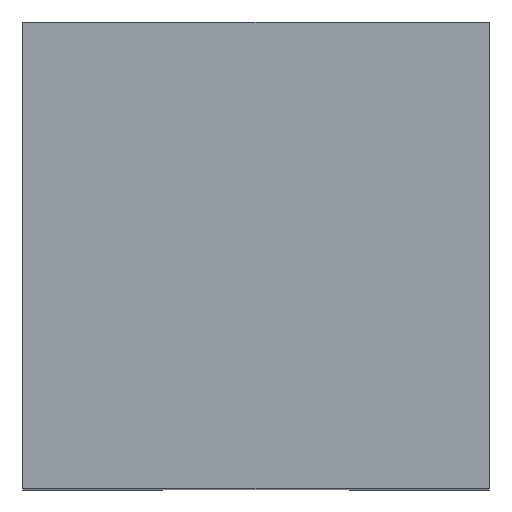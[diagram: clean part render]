
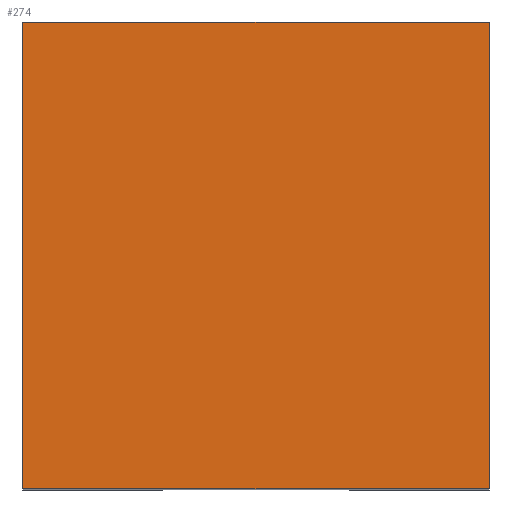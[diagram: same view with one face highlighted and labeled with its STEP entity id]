
A CAD part, top view. The second image highlights one B-rep face of the part: STEP entity #274.
In plain terms, the highlighted planar face has unit normal (0, 0, 1).
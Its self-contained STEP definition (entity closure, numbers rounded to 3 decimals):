
#28=FACE_OUTER_BOUND('',#42,.T.);
#42=EDGE_LOOP('',(#243,#244,#245,#246));
#72=LINE('',#431,#108);
#74=LINE('',#435,#110);
#76=LINE('',#439,#112);
#78=LINE('',#442,#114);
#108=VECTOR('',#354,10.);
#110=VECTOR('',#358,10.);
#112=VECTOR('',#362,10.);
#114=VECTOR('',#366,10.);
#135=VERTEX_POINT('',#428);
#136=VERTEX_POINT('',#430);
#137=VERTEX_POINT('',#434);
#138=VERTEX_POINT('',#438);
#168=EDGE_CURVE('',#136,#135,#72,.T.);
#170=EDGE_CURVE('',#137,#136,#74,.T.);
#172=EDGE_CURVE('',#138,#137,#76,.T.);
#174=EDGE_CURVE('',#135,#138,#78,.T.);
#243=ORIENTED_EDGE('',*,*,#174,.T.);
#244=ORIENTED_EDGE('',*,*,#172,.T.);
#245=ORIENTED_EDGE('',*,*,#170,.T.);
#246=ORIENTED_EDGE('',*,*,#168,.T.);
#260=PLANE('',#302);
#274=ADVANCED_FACE('',(#28),#260,.T.);
#302=AXIS2_PLACEMENT_3D('',#443,#367,#368);
#354=DIRECTION('',(-1.,0.,0.));
#358=DIRECTION('',(0.,1.,0.));
#362=DIRECTION('',(1.,0.,0.));
#366=DIRECTION('',(0.,-1.,0.));
#367=DIRECTION('center_axis',(0.,0.,1.));
#368=DIRECTION('ref_axis',(1.,0.,0.));
#428=CARTESIAN_POINT('',(0.,10.,10.));
#430=CARTESIAN_POINT('',(10.,10.,10.));
#431=CARTESIAN_POINT('',(10.,10.,10.));
#434=CARTESIAN_POINT('',(10.,0.,10.));
#435=CARTESIAN_POINT('',(10.,0.,10.));
#438=CARTESIAN_POINT('',(0.,0.,10.));
#439=CARTESIAN_POINT('',(0.,0.,10.));
#442=CARTESIAN_POINT('',(0.,10.,10.));
#443=CARTESIAN_POINT('Origin',(5.,5.,10.));
